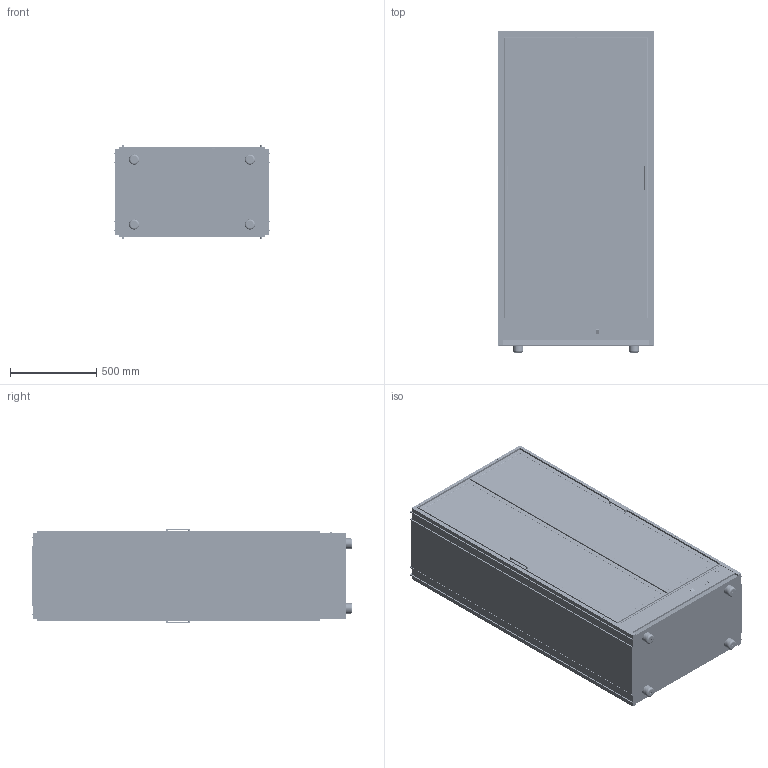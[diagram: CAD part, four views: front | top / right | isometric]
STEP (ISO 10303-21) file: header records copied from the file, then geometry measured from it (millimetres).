
FILE_DESCRIPTION (( 'STEP AP203' ), '1' );
FILE_NAME ('MD-C14___MP-C14.STEP', '2026-01-09T15:52:06', ( '' ), ( '' ), 'SwSTEP 2.0', 'SolidWorks 2021', '' );
FILE_SCHEMA (( 'CONFIG_CONTROL_DESIGN' ));
Length unit declared in the file: millimetre
Products named in the file (44): INTERRUTTORE 0-1 (Z-CE-INTLB); ASSIEME DISPLAY PLEX BOTTIGLIE FRONTALI CON BOTTIGLIE con ETICHETTE; ASSIEME MODULO A ESTERNO_CENTRALE; BOTTIGLIA ROSSO ETICHETTA; ASSIEME PIANO GASTRONOMIA; ASSIEME DISPLAY CON 7 BOTTIGLIE con ETICHETTA RENDER PM-VAR14; ANTA mod A; PIANO PLEX BOTTIGLIE FRONTALI; SPALLA INTERNA MODULO A; ASSIEME LED MODULO A; DECANTER; BOTTIGLIA SPUMANTE ETICHETTA; BOTTIGLIA ROSSO TAPPO; ASSIEME BOTTIGLIA ETICHETTA 1; BOTTIGLIA SPUMANTE VETRO; LED MODULO A BASE; ASSIEME BOTTIGLIA SPUMANTE con ETICHETTA; ASSIEME BOTTIGLIA con ETICHETTA; TELAIO MOD. A PARTE PER RENDERING; BASE ALLUMINIO ANODIZZATO; TOP INTERNO MODULI A; ASSIEME 3 BICCHIERI DEGUSTAZIONE  IN FILA; MANIGLIA QUADRA A0A78128 - 135 X 12 X 20; PIEDINO PLASTICA NERA D.  60 X 40 H; REGGIMENSOLA; PIANO VETRO GASTRONOMIA-PIANI; VETRO PORTA MOD. A PER RENDERING; DISPLAY BOTTIGLIE INCLINATE RENDER; LED MODULO A CHIP; MD-C14___MP-C14; ASSIEME PANNELLO CON ACCESSORI PM-VAR14; BOTTIGLIA 3 LITRI CHAMPAGNE; BOTTIGLIA ROSSO VETRO; TERMOREGOLATORE DIXELL XW 60 L X RENDERING ; BOTTIGLIA SPUMANTE TAPPO; STRUTTURA ALLUMINIO e POLIURETANO MODULO A; FASCIA INFERIORE FRONTALE PARETE ALLUMINIO; TELAIO ANTA BATTENTE MODULO A; PARTE PANNELLO CON TONDINI PM-VAR14; ASSIEME PIANO BOTTIGLIE FRONTALI ...
Assembly tree (105 placements, depth 6):
  MD-C14___MP-C14
    ASSIEME VAR14 INTERNO
      BASE ALLUMINIO ANODIZZATO
      SPALLA INTERNA MODULO A  x2
      TOP INTERNO MODULI A
      ASSIEME LED MODULO A  x4
        LED MODULO A BASE
        LED MODULO A CHIP
      ASSIEME PANNELLO CON ACCESSORI PM-VAR14
        PARTE PANNELLO CON TONDINI PM-VAR14
        ASSIEME BOTTIGLIA con ETICHETTA  x24
          BOTTIGLIA ROSSO VETRO
          BOTTIGLIA ROSSO TAPPO
          BOTTIGLIA ROSSO ETICHETTA
        ASSIEME DISPLAY CON 7 BOTTIGLIE con ETICHETTA RENDER PM-VAR14  x3
          DISPLAY BOTTIGLIE INCLINATE RENDER
          ASSIEME BOTTIGLIA SPUMANTE con ETICHETTA
            BOTTIGLIA SPUMANTE VETRO
            BOTTIGLIA SPUMANTE TAPPO
            BOTTIGLIA SPUMANTE ETICHETTA
        ASSIEME 3 BICCHIERI DEGUSTAZIONE  IN FILA  x2
          BICCHIERE DEGUSTAZIONE
        DECANTER
        ASSIEME PIANO GASTRONOMIA  x3
          PIANO VETRO GASTRONOMIA-PIANI
          REGGIMENSOLA
        BOTTIGLIA 3 LITRI CHAMPAGNE
        ASSIEME DISPLAY PLEX BOTTIGLIE FRONTALI CON BOTTIGLIE con ETICHETTE  x5
          ASSIEME PIANO BOTTIGLIE FRONTALI
            REGGIMENSOLA  x4
            PIANO PLEX BOTTIGLIE FRONTALI
          ASSIEME BOTTIGLIA ETICHETTA 1
            BOTTIGLIA ROSSO TAPPO
            BOTTIGLIA ETICHETTA 1
    ASSIEME MODULO A ESTERNO_CENTRALE
      STRUTTURA ALLUMINIO e POLIURETANO MODULO A
      PIEDINO PLASTICA NERA D.  60 X 40 H  x4
      TELAIO MOD. A PARTE PER RENDERING  x2
      FASCIA INFERIORE FRONTALE PARETE ALLUMINIO
      ANTA mod A  x4
        TELAIO ANTA BATTENTE MODULO A
        VETRO PORTA MOD. A PER RENDERING
        MANIGLIA QUADRA A0A78128 - 135 X 12 X 20
      FASCIA INFERIORE POSTERIORE PARETE CENTRALE ALLUMINIO
      TERMOREGOLATORE DIXELL XW 60 L X RENDERING 
      INTERRUTTORE 0-1 (Z-CE-INTLB)
Bounding box: 900 x 1858 x 543 mm (x, y, z)
Volume: 286194957.7 mm3; surface area: 30705286.3 mm2
Topology: 284 solids, 284 shells, 8055 faces, 18558 edges, 11916 vertices
Faces by surface type: plane 4078, cylinder 2029, torus 928, bspline 764, cone 240, sphere 16
Entity records: 66083 total; most frequent: CARTESIAN_POINT 13298, DIRECTION 9603, ORIENTED_EDGE 9286, EDGE_CURVE 4643, VECTOR 3351, LINE 3351, AXIS2_PLACEMENT_3D 3126, VERTEX_POINT 3071
